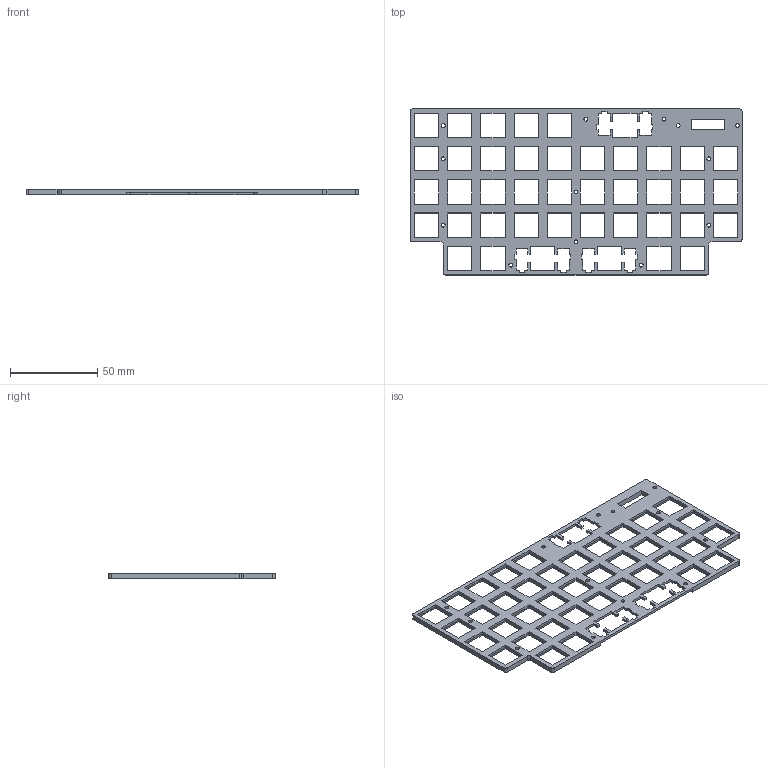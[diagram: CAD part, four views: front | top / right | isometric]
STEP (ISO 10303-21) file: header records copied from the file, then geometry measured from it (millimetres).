
FILE_DESCRIPTION(('HOOPS Exchange Step'),'2;1');
FILE_NAME('temp_export','2023-06-12T13:56:20-04:00',('jscotto'),('Shapr3D Limited'),'HOOPS Exchange 2022.2','Shapr3D','Authorized');
FILE_SCHEMA( ('AUTOMOTIVE_DESIGN { 1 0 10303 214 1 1 1 1 }') );
Length unit declared in the file: millimetre
Products named in the file (1): Plate
Bounding box: 190.5 x 95.25 x 3 mm (x, y, z)
Volume: 22018.1 mm3; surface area: 26509.8 mm2
Topology: 1 solids, 1 shells, 515 faces, 1430 edges, 957 vertices
Faces by surface type: plane 487, cylinder 28
Full cylindrical faces by diameter (mm): 2.2 x13
Entity records: 16443 total; most frequent: CARTESIAN_POINT 2903, ORIENTED_EDGE 2860, DIRECTION 2525, EDGE_CURVE 1430, VECTOR 1367, LINE 1367, VERTEX_POINT 957, EDGE_LOOP 667
